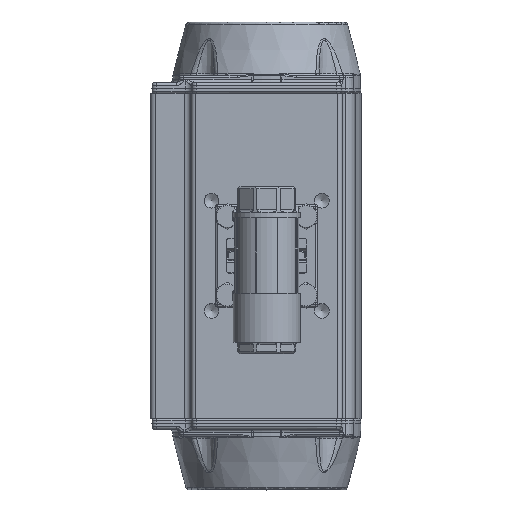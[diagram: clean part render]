
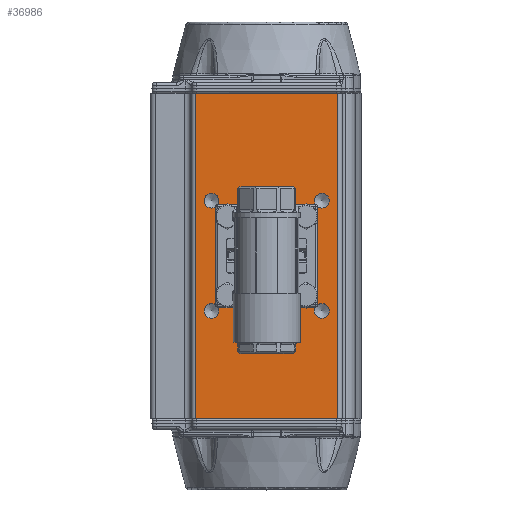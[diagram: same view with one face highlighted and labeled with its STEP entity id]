
A CAD part, top view. The second image highlights one B-rep face of the part: STEP entity #36986.
In plain terms, the highlighted face is planar.
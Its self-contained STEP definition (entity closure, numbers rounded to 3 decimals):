
#3680=LINE('',#66362,#5636);
#3681=LINE('',#66367,#5637);
#3726=LINE('',#66541,#5682);
#3727=LINE('',#66590,#5683);
#5636=VECTOR('',#44982,1000.);
#5637=VECTOR('',#44987,1000.);
#5682=VECTOR('',#45156,1000.);
#5683=VECTOR('',#45209,1000.);
#7103=PLANE('',#39720);
#11683=ORIENTED_EDGE('',*,*,#20226,.T.);
#11684=ORIENTED_EDGE('',*,*,#20227,.T.);
#11685=ORIENTED_EDGE('',*,*,#20228,.T.);
#11686=ORIENTED_EDGE('',*,*,#20229,.T.);
#11687=ORIENTED_EDGE('',*,*,#20230,.T.);
#11688=ORIENTED_EDGE('',*,*,#20231,.T.);
#11689=ORIENTED_EDGE('',*,*,#20232,.T.);
#11690=ORIENTED_EDGE('',*,*,#20233,.T.);
#11691=ORIENTED_EDGE('',*,*,#20234,.T.);
#11692=ORIENTED_EDGE('',*,*,#20235,.F.);
#11693=ORIENTED_EDGE('',*,*,#20125,.T.);
#11694=ORIENTED_EDGE('',*,*,#20212,.T.);
#11695=ORIENTED_EDGE('',*,*,#20127,.T.);
#20125=EDGE_CURVE('',#24700,#24702,#3680,.T.);
#20127=EDGE_CURVE('',#24705,#24703,#3681,.T.);
#20212=EDGE_CURVE('',#24702,#24705,#3726,.T.);
#20226=EDGE_CURVE('',#24773,#24773,#27375,.T.);
#20227=EDGE_CURVE('',#24774,#24774,#27376,.T.);
#20228=EDGE_CURVE('',#24775,#24775,#27377,.T.);
#20229=EDGE_CURVE('',#24776,#24776,#27378,.T.);
#20230=EDGE_CURVE('',#24777,#24777,#27379,.T.);
#20231=EDGE_CURVE('',#24778,#24778,#27380,.T.);
#20232=EDGE_CURVE('',#24779,#24779,#27381,.T.);
#20233=EDGE_CURVE('',#24780,#24780,#27382,.T.);
#20234=EDGE_CURVE('',#24781,#24781,#27383,.T.);
#20235=EDGE_CURVE('',#24700,#24703,#3727,.T.);
#24700=VERTEX_POINT('',#66357);
#24702=VERTEX_POINT('',#66361);
#24703=VERTEX_POINT('',#66365);
#24705=VERTEX_POINT('',#66368);
#24773=VERTEX_POINT('',#66573);
#24774=VERTEX_POINT('',#66575);
#24775=VERTEX_POINT('',#66577);
#24776=VERTEX_POINT('',#66579);
#24777=VERTEX_POINT('',#66581);
#24778=VERTEX_POINT('',#66583);
#24779=VERTEX_POINT('',#66585);
#24780=VERTEX_POINT('',#66587);
#24781=VERTEX_POINT('',#66589);
#27375=CIRCLE('',#39721,3.324);
#27376=CIRCLE('',#39722,3.324);
#27377=CIRCLE('',#39723,3.324);
#27378=CIRCLE('',#39724,3.324);
#27379=CIRCLE('',#39725,2.459);
#27380=CIRCLE('',#39726,2.459);
#27381=CIRCLE('',#39727,2.459);
#27382=CIRCLE('',#39728,2.459);
#27383=CIRCLE('',#39729,16.);
#29382=EDGE_LOOP('',(#11683));
#29383=EDGE_LOOP('',(#11684));
#29384=EDGE_LOOP('',(#11685));
#29385=EDGE_LOOP('',(#11686));
#29386=EDGE_LOOP('',(#11687));
#29387=EDGE_LOOP('',(#11688));
#29388=EDGE_LOOP('',(#11689));
#29389=EDGE_LOOP('',(#11690));
#29390=EDGE_LOOP('',(#11691));
#29391=EDGE_LOOP('',(#11692,#11693,#11694,#11695));
#32081=FACE_BOUND('',#29382,.T.);
#32082=FACE_BOUND('',#29383,.T.);
#32083=FACE_BOUND('',#29384,.T.);
#32084=FACE_BOUND('',#29385,.T.);
#32085=FACE_BOUND('',#29386,.T.);
#32086=FACE_BOUND('',#29387,.T.);
#32087=FACE_BOUND('',#29388,.T.);
#32088=FACE_BOUND('',#29389,.T.);
#32089=FACE_BOUND('',#29390,.T.);
#32090=FACE_BOUND('',#29391,.T.);
#36986=ADVANCED_FACE('',(#32081,#32082,#32083,#32084,#32085,#32086,#32087,
#32088,#32089,#32090),#7103,.T.);
#39720=AXIS2_PLACEMENT_3D('',#66571,#45189,#45190);
#39721=AXIS2_PLACEMENT_3D('',#66572,#45191,#45192);
#39722=AXIS2_PLACEMENT_3D('',#66574,#45193,#45194);
#39723=AXIS2_PLACEMENT_3D('',#66576,#45195,#45196);
#39724=AXIS2_PLACEMENT_3D('',#66578,#45197,#45198);
#39725=AXIS2_PLACEMENT_3D('',#66580,#45199,#45200);
#39726=AXIS2_PLACEMENT_3D('',#66582,#45201,#45202);
#39727=AXIS2_PLACEMENT_3D('',#66584,#45203,#45204);
#39728=AXIS2_PLACEMENT_3D('',#66586,#45205,#45206);
#39729=AXIS2_PLACEMENT_3D('',#66588,#45207,#45208);
#44982=DIRECTION('',(0.,0.,-1.));
#44987=DIRECTION('',(0.,0.,1.));
#45156=DIRECTION('',(1.,0.,0.));
#45189=DIRECTION('',(0.,-1.,0.));
#45190=DIRECTION('',(1.,0.,0.));
#45191=DIRECTION('',(0.,1.,0.));
#45192=DIRECTION('',(1.,0.,0.));
#45193=DIRECTION('',(0.,1.,0.));
#45194=DIRECTION('',(1.,0.,0.));
#45195=DIRECTION('',(0.,1.,0.));
#45196=DIRECTION('',(1.,0.,0.));
#45197=DIRECTION('',(0.,1.,0.));
#45198=DIRECTION('',(1.,0.,0.));
#45199=DIRECTION('',(0.,1.,0.));
#45200=DIRECTION('',(1.,0.,0.));
#45201=DIRECTION('',(0.,1.,0.));
#45202=DIRECTION('',(1.,0.,0.));
#45203=DIRECTION('',(0.,1.,0.));
#45204=DIRECTION('',(1.,0.,0.));
#45205=DIRECTION('',(0.,1.,0.));
#45206=DIRECTION('',(1.,0.,0.));
#45207=DIRECTION('',(0.,1.,0.));
#45208=DIRECTION('',(1.,0.,0.));
#45209=DIRECTION('',(1.,0.,0.));
#66357=CARTESIAN_POINT('',(-32.,-50.,146.));
#66361=CARTESIAN_POINT('',(-32.,-50.,0.));
#66362=CARTESIAN_POINT('',(-32.,-50.,0.));
#66365=CARTESIAN_POINT('',(32.,-50.,146.));
#66367=CARTESIAN_POINT('',(32.,-50.,0.));
#66368=CARTESIAN_POINT('',(32.,-50.,0.));
#66541=CARTESIAN_POINT('',(-32.,-50.,0.));
#66571=CARTESIAN_POINT('',(-32.,-50.,0.));
#66572=CARTESIAN_POINT('',(-24.749,-50.,97.749));
#66573=CARTESIAN_POINT('',(-21.425,-50.,97.749));
#66574=CARTESIAN_POINT('',(24.749,-50.,97.749));
#66575=CARTESIAN_POINT('',(28.072,-50.,97.749));
#66576=CARTESIAN_POINT('',(24.749,-50.,48.251));
#66577=CARTESIAN_POINT('',(28.072,-50.,48.251));
#66578=CARTESIAN_POINT('',(-24.749,-50.,48.251));
#66579=CARTESIAN_POINT('',(-21.425,-50.,48.251));
#66580=CARTESIAN_POINT('',(-17.678,-50.,90.678));
#66581=CARTESIAN_POINT('',(-15.219,-50.,90.678));
#66582=CARTESIAN_POINT('',(17.678,-50.,90.678));
#66583=CARTESIAN_POINT('',(20.136,-50.,90.678));
#66584=CARTESIAN_POINT('',(17.678,-50.,55.322));
#66585=CARTESIAN_POINT('',(20.136,-50.,55.322));
#66586=CARTESIAN_POINT('',(-17.678,-50.,55.322));
#66587=CARTESIAN_POINT('',(-15.219,-50.,55.322));
#66588=CARTESIAN_POINT('',(0.,-50.,73.));
#66589=CARTESIAN_POINT('',(16.,-50.,73.));
#66590=CARTESIAN_POINT('',(5.937,-50.,146.));
